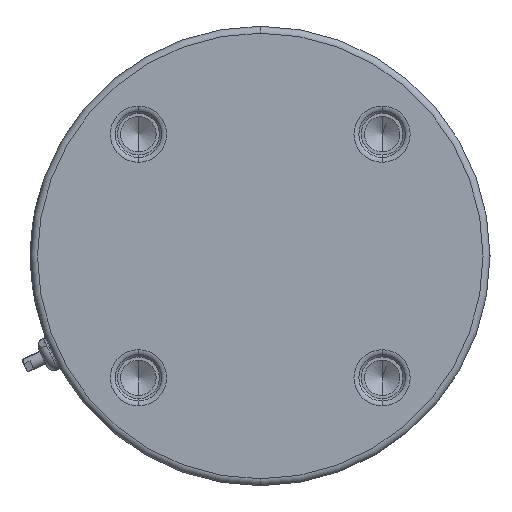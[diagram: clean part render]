
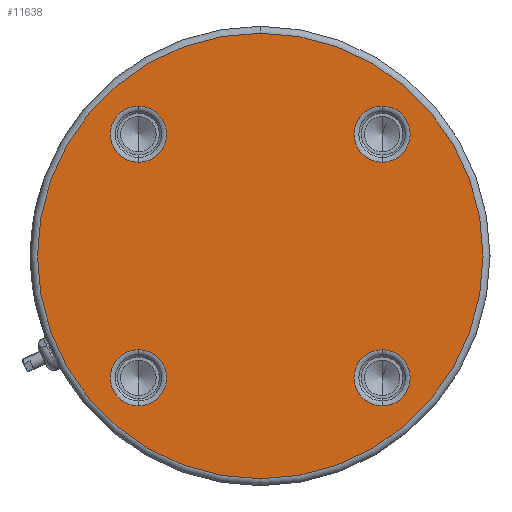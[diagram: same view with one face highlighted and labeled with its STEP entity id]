
A CAD part, left-side view. The second image highlights one B-rep face of the part: STEP entity #11638.
In plain terms, the highlighted planar face has unit normal (-1, 0, 0).
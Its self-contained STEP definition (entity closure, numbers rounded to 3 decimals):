
#1251 = CARTESIAN_POINT ( 'NONE',  ( -56., 0., 64. ) ) ;
#1460 = CARTESIAN_POINT ( 'NONE',  ( -56., 0., 0. ) ) ;
#1673 = CIRCLE ( 'NONE', #28357, 8.078 ) ;
#1742 = EDGE_CURVE ( 'NONE', #9648, #18772, #31994, .T. ) ;
#2056 = CARTESIAN_POINT ( 'NONE',  ( -56., 0., -64. ) ) ;
#2083 = CIRCLE ( 'NONE', #20385, 8.078 ) ;
#2163 = DIRECTION ( 'NONE',  ( 0., 0., -1. ) ) ;
#2242 = DIRECTION ( 'NONE',  ( 0., 0., -1. ) ) ;
#2518 = EDGE_CURVE ( 'NONE', #16512, #27679, #1673, .T. ) ;
#2575 = DIRECTION ( 'NONE',  ( 0., 0., -1. ) ) ;
#3203 = DIRECTION ( 'NONE',  ( 0., 0., -1. ) ) ;
#3519 = CARTESIAN_POINT ( 'NONE',  ( -56., -35., -35. ) ) ;
#4249 = VERTEX_POINT ( 'NONE', #1251 ) ;
#4252 = FACE_BOUND ( 'NONE', #28160, .T. ) ;
#4351 = VERTEX_POINT ( 'NONE', #20921 ) ;
#4633 = AXIS2_PLACEMENT_3D ( 'NONE', #12586, #12416, #10126 ) ;
#4697 = CARTESIAN_POINT ( 'NONE',  ( -56., -35., -35. ) ) ;
#5289 = EDGE_CURVE ( 'NONE', #27679, #16512, #11428, .T. ) ;
#5788 = ORIENTED_EDGE ( 'NONE', *, *, #5289, .T. ) ;
#6699 = DIRECTION ( 'NONE',  ( 1., 0., 0. ) ) ;
#6753 = EDGE_CURVE ( 'NONE', #9792, #4249, #11997, .T. ) ;
#7129 = CARTESIAN_POINT ( 'NONE',  ( -56., 35., -35. ) ) ;
#7601 = EDGE_CURVE ( 'NONE', #27756, #19886, #22998, .T. ) ;
#8908 = CARTESIAN_POINT ( 'NONE',  ( -56., 35., 26.922 ) ) ;
#9000 = DIRECTION ( 'NONE',  ( 0., 0., -1. ) ) ;
#9648 = VERTEX_POINT ( 'NONE', #22389 ) ;
#9792 = VERTEX_POINT ( 'NONE', #2056 ) ;
#10047 = DIRECTION ( 'NONE',  ( -1., 0., 0. ) ) ;
#10126 = DIRECTION ( 'NONE',  ( 0., 0., -1. ) ) ;
#10253 = ORIENTED_EDGE ( 'NONE', *, *, #22999, .T. ) ;
#10361 = AXIS2_PLACEMENT_3D ( 'NONE', #17703, #13115, #12627 ) ;
#10856 = CARTESIAN_POINT ( 'NONE',  ( -56., 35., 43.078 ) ) ;
#11428 = CIRCLE ( 'NONE', #10361, 8.078 ) ;
#11465 = DIRECTION ( 'NONE',  ( 1., 0., 0. ) ) ;
#11568 = CARTESIAN_POINT ( 'NONE',  ( -56., -35., 35. ) ) ;
#11632 = FACE_BOUND ( 'NONE', #16022, .T. ) ;
#11638 = ADVANCED_FACE ( 'NONE', ( #13926, #11632, #23764, #4252, #21458 ), #29155, .F. ) ;
#11916 = AXIS2_PLACEMENT_3D ( 'NONE', #1460, #11465, #31633 ) ;
#11997 = CIRCLE ( 'NONE', #26662, 64. ) ;
#12416 = DIRECTION ( 'NONE',  ( -1., 0., 0. ) ) ;
#12507 = CARTESIAN_POINT ( 'NONE',  ( -56., 0., 0. ) ) ;
#12586 = CARTESIAN_POINT ( 'NONE',  ( -56., 0., 0. ) ) ;
#12627 = DIRECTION ( 'NONE',  ( 0., 0., -1. ) ) ;
#12761 = EDGE_CURVE ( 'NONE', #4249, #9792, #29772, .T. ) ;
#13115 = DIRECTION ( 'NONE',  ( 1., 0., 0. ) ) ;
#13388 = EDGE_CURVE ( 'NONE', #4351, #29081, #21791, .T. ) ;
#13748 = EDGE_LOOP ( 'NONE', ( #30592, #29177 ) ) ;
#13926 = FACE_OUTER_BOUND ( 'NONE', #23196, .T. ) ;
#14265 = CARTESIAN_POINT ( 'NONE',  ( -56., 35., -35. ) ) ;
#15108 = ORIENTED_EDGE ( 'NONE', *, *, #13388, .T. ) ;
#16022 = EDGE_LOOP ( 'NONE', ( #15108, #30091 ) ) ;
#16512 = VERTEX_POINT ( 'NONE', #8908 ) ;
#16825 = CARTESIAN_POINT ( 'NONE',  ( -56., -35., 35. ) ) ;
#16845 = AXIS2_PLACEMENT_3D ( 'NONE', #7129, #17155, #2242 ) ;
#16943 = CARTESIAN_POINT ( 'NONE',  ( -56., -35., 26.922 ) ) ;
#17109 = CARTESIAN_POINT ( 'NONE',  ( -56., -35., 43.078 ) ) ;
#17155 = DIRECTION ( 'NONE',  ( 1., 0., 0. ) ) ;
#17167 = CARTESIAN_POINT ( 'NONE',  ( -56., -35., -26.922 ) ) ;
#17552 = ORIENTED_EDGE ( 'NONE', *, *, #12761, .T. ) ;
#17703 = CARTESIAN_POINT ( 'NONE',  ( -56., 35., 35. ) ) ;
#17961 = ORIENTED_EDGE ( 'NONE', *, *, #6753, .T. ) ;
#18762 = CIRCLE ( 'NONE', #26619, 8.078 ) ;
#18772 = VERTEX_POINT ( 'NONE', #26738 ) ;
#19716 = DIRECTION ( 'NONE',  ( 0., 0., -1. ) ) ;
#19886 = VERTEX_POINT ( 'NONE', #17109 ) ;
#20018 = ORIENTED_EDGE ( 'NONE', *, *, #7601, .T. ) ;
#20213 = AXIS2_PLACEMENT_3D ( 'NONE', #4697, #29944, #2575 ) ;
#20385 = AXIS2_PLACEMENT_3D ( 'NONE', #11568, #21562, #31573 ) ;
#20560 = EDGE_CURVE ( 'NONE', #18772, #9648, #18762, .T. ) ;
#20921 = CARTESIAN_POINT ( 'NONE',  ( -56., -35., -43.078 ) ) ;
#21458 = FACE_BOUND ( 'NONE', #26715, .T. ) ;
#21562 = DIRECTION ( 'NONE',  ( 1., 0., 0. ) ) ;
#21791 = CIRCLE ( 'NONE', #29626, 8.078 ) ;
#22389 = CARTESIAN_POINT ( 'NONE',  ( -56., 35., -43.078 ) ) ;
#22998 = CIRCLE ( 'NONE', #28766, 8.078 ) ;
#22999 = EDGE_CURVE ( 'NONE', #19886, #27756, #2083, .T. ) ;
#23196 = EDGE_LOOP ( 'NONE', ( #17961, #17552 ) ) ;
#23516 = DIRECTION ( 'NONE',  ( 1., 0., 0. ) ) ;
#23764 = FACE_BOUND ( 'NONE', #13748, .T. ) ;
#24183 = DIRECTION ( 'NONE',  ( 1., 0., 0. ) ) ;
#26619 = AXIS2_PLACEMENT_3D ( 'NONE', #14265, #6699, #9000 ) ;
#26662 = AXIS2_PLACEMENT_3D ( 'NONE', #12507, #10047, #19716 ) ;
#26715 = EDGE_LOOP ( 'NONE', ( #27021, #5788 ) ) ;
#26738 = CARTESIAN_POINT ( 'NONE',  ( -56., 35., -26.922 ) ) ;
#27021 = ORIENTED_EDGE ( 'NONE', *, *, #2518, .T. ) ;
#27539 = CARTESIAN_POINT ( 'NONE',  ( -56., 35., 35. ) ) ;
#27679 = VERTEX_POINT ( 'NONE', #10856 ) ;
#27756 = VERTEX_POINT ( 'NONE', #16943 ) ;
#28160 = EDGE_LOOP ( 'NONE', ( #20018, #10253 ) ) ;
#28357 = AXIS2_PLACEMENT_3D ( 'NONE', #27539, #29382, #2163 ) ;
#28766 = AXIS2_PLACEMENT_3D ( 'NONE', #16825, #24183, #29259 ) ;
#29081 = VERTEX_POINT ( 'NONE', #17167 ) ;
#29105 = EDGE_CURVE ( 'NONE', #29081, #4351, #31754, .T. ) ;
#29155 = PLANE ( 'NONE',  #11916 ) ;
#29177 = ORIENTED_EDGE ( 'NONE', *, *, #20560, .T. ) ;
#29259 = DIRECTION ( 'NONE',  ( 0., 0., -1. ) ) ;
#29382 = DIRECTION ( 'NONE',  ( 1., 0., 0. ) ) ;
#29626 = AXIS2_PLACEMENT_3D ( 'NONE', #3519, #23516, #3203 ) ;
#29772 = CIRCLE ( 'NONE', #4633, 64. ) ;
#29944 = DIRECTION ( 'NONE',  ( 1., 0., 0. ) ) ;
#30091 = ORIENTED_EDGE ( 'NONE', *, *, #29105, .T. ) ;
#30592 = ORIENTED_EDGE ( 'NONE', *, *, #1742, .T. ) ;
#31573 = DIRECTION ( 'NONE',  ( 0., 0., -1. ) ) ;
#31633 = DIRECTION ( 'NONE',  ( 0., 0., -1. ) ) ;
#31754 = CIRCLE ( 'NONE', #20213, 8.078 ) ;
#31994 = CIRCLE ( 'NONE', #16845, 8.078 ) ;
